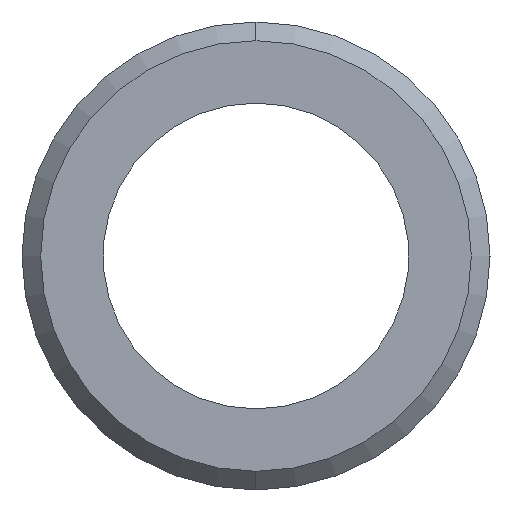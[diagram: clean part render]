
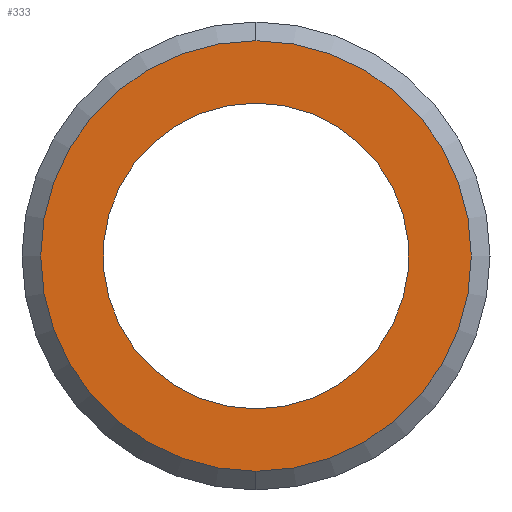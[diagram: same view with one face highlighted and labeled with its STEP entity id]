
A CAD part, left-side view. The second image highlights one B-rep face of the part: STEP entity #333.
In plain terms, the highlighted planar face has unit normal (-1, 0, 0).
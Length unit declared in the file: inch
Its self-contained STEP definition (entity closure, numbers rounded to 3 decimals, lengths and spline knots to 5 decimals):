
#158=CARTESIAN_POINT('',(-60.,0.,0.));
#159=DIRECTION('',(-1.,0.,0.));
#160=DIRECTION('',(0.,0.,1.));
#161=AXIS2_PLACEMENT_3D('',#158,#159,#160);
#168=CARTESIAN_POINT('',(-60.,0.,0.));
#169=DIRECTION('',(1.,0.,0.));
#170=DIRECTION('',(0.,0.,1.));
#171=AXIS2_PLACEMENT_3D('',#168,#169,#170);
#173=CARTESIAN_POINT('',(-60.,0.,0.));
#174=DIRECTION('',(1.,0.,0.));
#175=DIRECTION('',(0.,0.,-1.));
#176=AXIS2_PLACEMENT_3D('',#173,#174,#175);
#178=CARTESIAN_POINT('',(-60.,0.,0.));
#179=DIRECTION('',(-1.,0.,0.));
#180=DIRECTION('',(0.,0.,-1.));
#181=AXIS2_PLACEMENT_3D('',#178,#179,#180);
#208=CARTESIAN_POINT('',(-60.,0.,0.1225));
#209=CARTESIAN_POINT('',(-60.,0.,-0.1225));
#210=VERTEX_POINT('',#208);
#211=VERTEX_POINT('',#209);
#212=CARTESIAN_POINT('',(-60.,0.,0.1725));
#213=CARTESIAN_POINT('',(-60.,0.,-0.1725));
#214=VERTEX_POINT('',#212);
#215=VERTEX_POINT('',#213);
#317=CARTESIAN_POINT('',(-60.,0.,0.));
#318=DIRECTION('',(-1.,0.,0.));
#319=DIRECTION('',(0.,0.,1.));
#320=AXIS2_PLACEMENT_3D('',#317,#318,#319);
#321=PLANE('',#320);
#322=ORIENTED_EDGE('',*,*,#307,.F.);
#324=ORIENTED_EDGE('',*,*,#323,.F.);
#325=EDGE_LOOP('',(#322,#324));
#326=FACE_OUTER_BOUND('',#325,.F.);
#328=ORIENTED_EDGE('',*,*,#327,.F.);
#330=ORIENTED_EDGE('',*,*,#329,.F.);
#331=EDGE_LOOP('',(#328,#330));
#332=FACE_BOUND('',#331,.F.);
#333=ADVANCED_FACE('',(#326,#332),#321,.T.);
#162=CIRCLE('',#161,0.1725);
#172=CIRCLE('',#171,0.1225);
#177=CIRCLE('',#176,0.1225);
#182=CIRCLE('',#181,0.1725);
#307=EDGE_CURVE('',#214,#215,#162,.T.);
#323=EDGE_CURVE('',#215,#214,#182,.T.);
#327=EDGE_CURVE('',#210,#211,#172,.T.);
#329=EDGE_CURVE('',#211,#210,#177,.T.);
